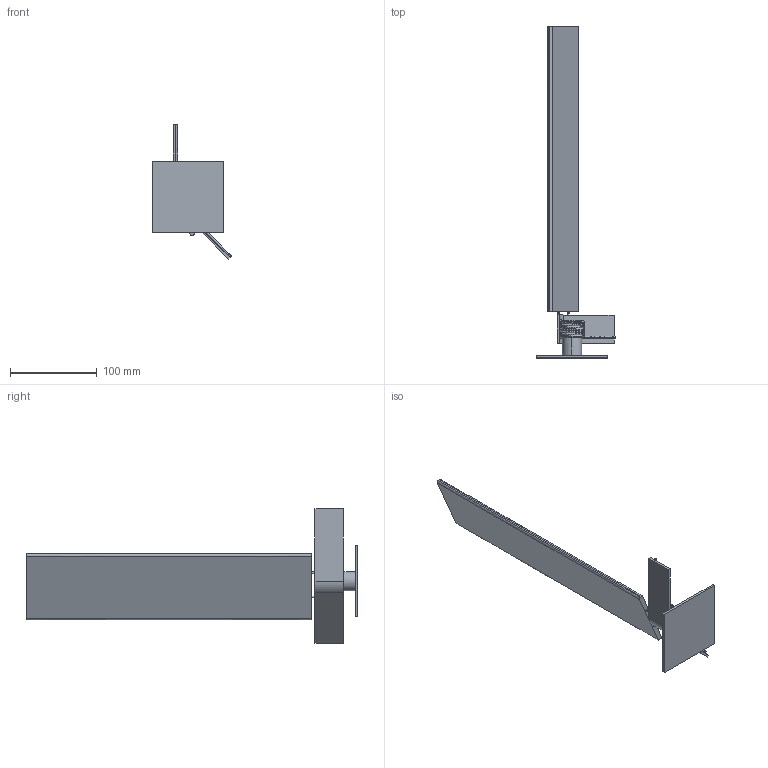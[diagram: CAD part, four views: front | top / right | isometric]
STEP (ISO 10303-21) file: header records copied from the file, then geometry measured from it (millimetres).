
FILE_DESCRIPTION(('FreeCAD Model'),'2;1');
FILE_NAME('Open CASCADE Shape Model','2025-04-27T02:09:17',('FreeCAD'),( 'FreeCAD'),'Open CASCADE STEP processor 7.6','FreeCAD','Unknown');
FILE_SCHEMA(('AUTOMOTIVE_DESIGN { 1 0 10303 214 1 1 1 1 }'));
Length unit declared in the file: millimetre
Products named in the file (1): Open CASCADE STEP translator 7.6 1
Bounding box: 91.78 x 383.43 x 155.31 mm (x, y, z)
Volume: 206619.9 mm3; surface area: 95166.9 mm2
Topology: 4 solids, 4 shells, 87 faces, 209 edges, 136 vertices
Faces by surface type: bspline 87
Entity records: 9595 total; most frequent: CARTESIAN_POINT 8355, ORIENTED_EDGE 418, EDGE_CURVE 209, VERTEX_POINT 136, B_SPLINE_CURVE_WITH_KNOTS 130, FACE_BOUND 97, EDGE_LOOP 97, ADVANCED_FACE 87
